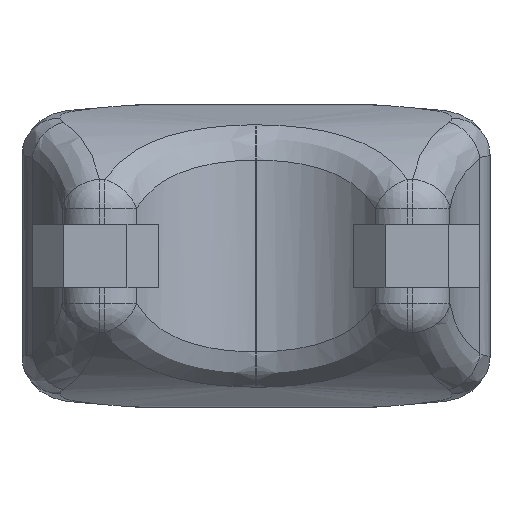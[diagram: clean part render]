
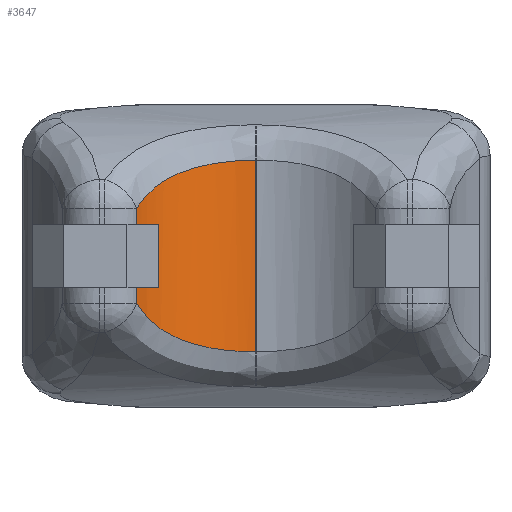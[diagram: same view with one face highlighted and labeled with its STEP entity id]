
A CAD part, front view. The second image highlights one B-rep face of the part: STEP entity #3647.
In plain terms, the highlighted cylindrical face has radius 1.127 mm (diameter 2.253 mm), a partial arc.
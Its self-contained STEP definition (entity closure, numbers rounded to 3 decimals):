
#255 = B_SPLINE_CURVE_WITH_KNOTS ( 'NONE', 3,
 ( #6421, #1557, #4189, #6360, #510, #3749, #2651, #2121 ),
 .UNSPECIFIED., .F., .F.,
 ( 4, 2, 2, 4 ),
 ( 0., 0., 0.001, 0.001 ),
 .UNSPECIFIED. ) ;
#268 = CARTESIAN_POINT ( 'NONE',  ( 0.001, -2.476, 1.2 ) ) ;
#458 = CARTESIAN_POINT ( 'NONE',  ( -0.944, -1.863, -0.376 ) ) ;
#510 = CARTESIAN_POINT ( 'NONE',  ( -0.652, -1.553, -0.64 ) ) ;
#601 = ORIENTED_EDGE ( 'NONE', *, *, #4417, .T. ) ;
#752 = VERTEX_POINT ( 'NONE', #6408 ) ;
#842 = DIRECTION ( 'NONE',  ( -1., 0., 0. ) ) ;
#965 = CARTESIAN_POINT ( 'NONE',  ( -0.944, -1.863, 0.376 ) ) ;
#1426 = VERTEX_POINT ( 'NONE', #5281 ) ;
#1431 = VECTOR ( 'NONE', #2460, 1000. ) ;
#1474 = VECTOR ( 'NONE', #1532, 1000. ) ;
#1491 = VERTEX_POINT ( 'NONE', #5579 ) ;
#1532 = DIRECTION ( 'NONE',  ( 0., 0., -1. ) ) ;
#1557 = CARTESIAN_POINT ( 'NONE',  ( -0.903, -1.799, -0.443 ) ) ;
#1665 = CARTESIAN_POINT ( 'NONE',  ( -0.944, -1.863, 1.2 ) ) ;
#1993 = FACE_OUTER_BOUND ( 'NONE', #5803, .T. ) ;
#2079 = ORIENTED_EDGE ( 'NONE', *, *, #5575, .T. ) ;
#2121 = CARTESIAN_POINT ( 'NONE',  ( 0., -1.35, -0.757 ) ) ;
#2139 = ORIENTED_EDGE ( 'NONE', *, *, #4735, .T. ) ;
#2172 = EDGE_CURVE ( 'NONE', #752, #1491, #3700, .T. ) ;
#2460 = DIRECTION ( 'NONE',  ( 0., 0., 1. ) ) ;
#2602 = CARTESIAN_POINT ( 'NONE',  ( -0.204, -1.35, 0.757 ) ) ;
#2634 = CARTESIAN_POINT ( 'NONE',  ( -0.652, -1.553, 0.64 ) ) ;
#2651 = CARTESIAN_POINT ( 'NONE',  ( -0.204, -1.35, -0.757 ) ) ;
#2932 = CARTESIAN_POINT ( 'NONE',  ( -0.903, -1.799, 0.443 ) ) ;
#3100 = DIRECTION ( 'NONE',  ( 0., 0., -1. ) ) ;
#3516 = CYLINDRICAL_SURFACE ( 'NONE', #6326, 1.127 ) ;
#3647 = ADVANCED_FACE ( 'NONE', ( #1993 ), #3516, .F. ) ;
#3700 = LINE ( 'NONE', #4771, #1431 ) ;
#3749 = CARTESIAN_POINT ( 'NONE',  ( -0.403, -1.407, -0.732 ) ) ;
#4067 = B_SPLINE_CURVE_WITH_KNOTS ( 'NONE', 3,
 ( #6563, #2602, #4705, #2634, #4577, #4173, #2932, #965 ),
 .UNSPECIFIED., .F., .F.,
 ( 4, 2, 2, 4 ),
 ( 0., 0.001, 0.001, 0.001 ),
 .UNSPECIFIED. ) ;
#4173 = CARTESIAN_POINT ( 'NONE',  ( -0.851, -1.734, 0.502 ) ) ;
#4189 = CARTESIAN_POINT ( 'NONE',  ( -0.852, -1.735, -0.501 ) ) ;
#4417 = EDGE_CURVE ( 'NONE', #1426, #6848, #5435, .T. ) ;
#4577 = CARTESIAN_POINT ( 'NONE',  ( -0.727, -1.612, 0.6 ) ) ;
#4705 = CARTESIAN_POINT ( 'NONE',  ( -0.403, -1.407, 0.732 ) ) ;
#4735 = EDGE_CURVE ( 'NONE', #1491, #1426, #4067, .T. ) ;
#4771 = CARTESIAN_POINT ( 'NONE',  ( 0., -1.35, 1.2 ) ) ;
#5281 = CARTESIAN_POINT ( 'NONE',  ( -0.944, -1.863, 0.376 ) ) ;
#5435 = LINE ( 'NONE', #1665, #1474 ) ;
#5575 = EDGE_CURVE ( 'NONE', #6848, #752, #255, .T. ) ;
#5579 = CARTESIAN_POINT ( 'NONE',  ( 0., -1.35, 0.757 ) ) ;
#5803 = EDGE_LOOP ( 'NONE', ( #2079, #6656, #2139, #601 ) ) ;
#6326 = AXIS2_PLACEMENT_3D ( 'NONE', #268, #3100, #842 ) ;
#6360 = CARTESIAN_POINT ( 'NONE',  ( -0.727, -1.612, -0.6 ) ) ;
#6408 = CARTESIAN_POINT ( 'NONE',  ( 0., -1.35, -0.757 ) ) ;
#6421 = CARTESIAN_POINT ( 'NONE',  ( -0.944, -1.863, -0.376 ) ) ;
#6563 = CARTESIAN_POINT ( 'NONE',  ( 0., -1.35, 0.757 ) ) ;
#6656 = ORIENTED_EDGE ( 'NONE', *, *, #2172, .T. ) ;
#6848 = VERTEX_POINT ( 'NONE', #458 ) ;
